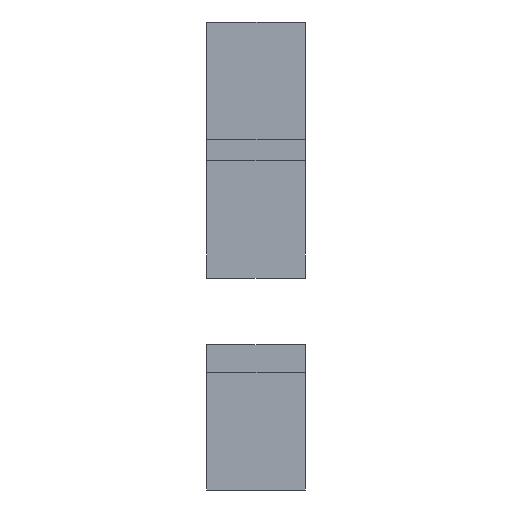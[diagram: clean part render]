
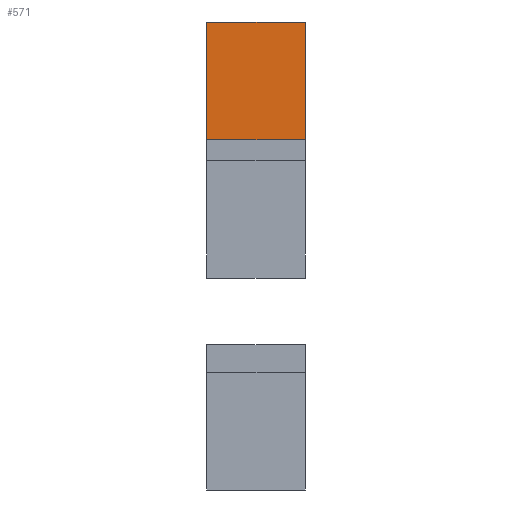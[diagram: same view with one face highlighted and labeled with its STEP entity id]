
A CAD part, left-side view. The second image highlights one B-rep face of the part: STEP entity #571.
In plain terms, the highlighted planar face has unit normal (-1, 0, 0).
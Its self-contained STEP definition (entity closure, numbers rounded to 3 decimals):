
#39=PLANE('',#637);
#71=FACE_OUTER_BOUND('',#108,.T.);
#108=EDGE_LOOP('',(#442,#443,#444,#445));
#157=LINE('',#869,#222);
#158=LINE('',#871,#223);
#159=LINE('',#873,#224);
#160=LINE('',#874,#225);
#222=VECTOR('',#712,10.);
#223=VECTOR('',#713,10.);
#224=VECTOR('',#714,10.);
#225=VECTOR('',#715,10.);
#295=VERTEX_POINT('',#867);
#296=VERTEX_POINT('',#868);
#297=VERTEX_POINT('',#870);
#298=VERTEX_POINT('',#872);
#351=EDGE_CURVE('',#295,#296,#157,.T.);
#352=EDGE_CURVE('',#296,#297,#158,.T.);
#353=EDGE_CURVE('',#298,#297,#159,.T.);
#354=EDGE_CURVE('',#295,#298,#160,.T.);
#442=ORIENTED_EDGE('',*,*,#351,.T.);
#443=ORIENTED_EDGE('',*,*,#352,.T.);
#444=ORIENTED_EDGE('',*,*,#353,.F.);
#445=ORIENTED_EDGE('',*,*,#354,.F.);
#571=ADVANCED_FACE('',(#71),#39,.T.);
#637=AXIS2_PLACEMENT_3D('',#866,#710,#711);
#710=DIRECTION('center_axis',(-1.,0.,0.));
#711=DIRECTION('ref_axis',(0.,0.,1.));
#712=DIRECTION('',(0.,0.,1.));
#713=DIRECTION('',(0.,1.,0.));
#714=DIRECTION('',(0.,0.,1.));
#715=DIRECTION('',(0.,1.,0.));
#866=CARTESIAN_POINT('Origin',(-29.359,0.,8.099));
#867=CARTESIAN_POINT('',(-29.359,0.,8.099));
#868=CARTESIAN_POINT('',(-29.359,0.,20.099));
#869=CARTESIAN_POINT('',(-29.359,0.,8.099));
#870=CARTESIAN_POINT('',(-29.359,10.,20.099));
#871=CARTESIAN_POINT('',(-29.359,0.,20.099));
#872=CARTESIAN_POINT('',(-29.359,10.,8.099));
#873=CARTESIAN_POINT('',(-29.359,10.,8.099));
#874=CARTESIAN_POINT('',(-29.359,0.,8.099));
